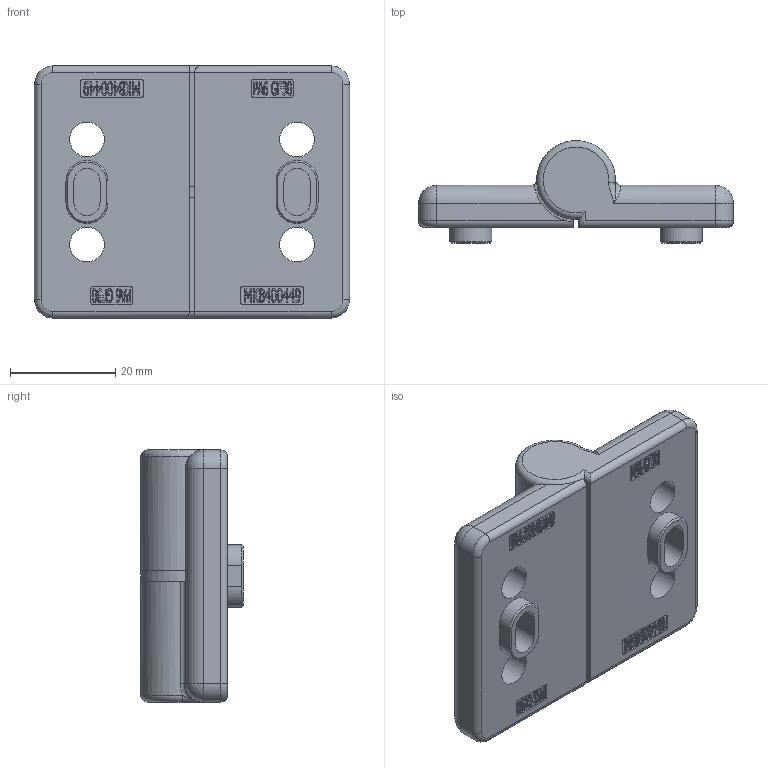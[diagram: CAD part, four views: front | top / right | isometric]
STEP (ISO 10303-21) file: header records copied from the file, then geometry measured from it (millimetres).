
FILE_DESCRIPTION((''),'2;1');
FILE_NAME('SZ0773S_A.stp','2013-08-27T10:56:07',('janine behrens'),(''),'Autodesk Inventor 2012','Autodesk Inventor 2012','');
FILE_SCHEMA(('AUTOMOTIVE_DESIGN { 1 0 10303 214 1 1 1 1 }'));
Length unit declared in the file: millimetre
Products named in the file (4): SZ0773S_A; MK8400449_A; ME2107082_A; DK0007060327_A
Assembly tree (4 placements, depth 2):
  SZ0773S_A
    MK8400449_A  x2
    ME2107082_A
    DK0007060327_A
Bounding box: 60 x 19.5 x 48 mm (x, y, z)
Volume: 25035.4 mm3; surface area: 11894.4 mm2
Topology: 4 solids, 4 shells, 702 faces, 1852 edges, 1220 vertices
Faces by surface type: plane 347, bspline 272, cylinder 61, cone 10, torus 6, sphere 6
Full cylindrical faces by diameter (mm): 5.95 x2, 6 x1, 6.6 x4, 12.4 x4, 15 x1
Entity records: 12140 total; most frequent: CARTESIAN_POINT 4196, ORIENTED_EDGE 1826, DIRECTION 1161, EDGE_CURVE 913, VERTEX_POINT 608, VECTOR 567, LINE 567, EDGE_LOOP 407
